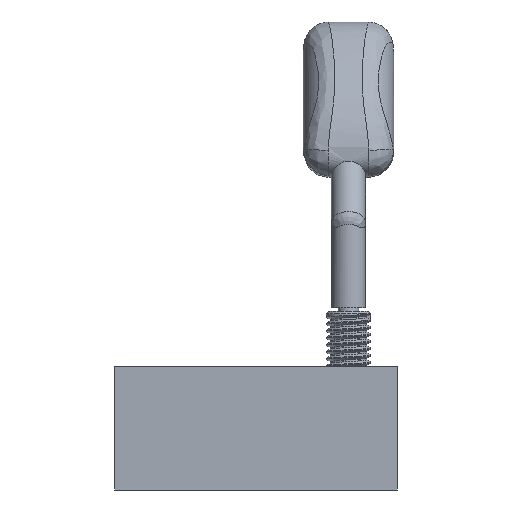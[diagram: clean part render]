
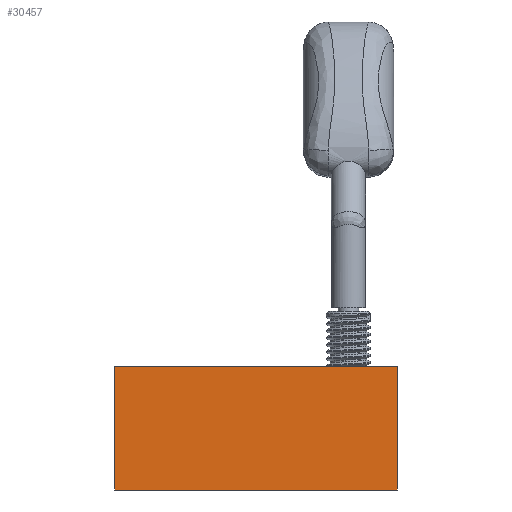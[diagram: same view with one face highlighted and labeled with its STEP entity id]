
A CAD part, left-side view. The second image highlights one B-rep face of the part: STEP entity #30457.
In plain terms, the highlighted planar face has unit normal (-1, 0, 0).
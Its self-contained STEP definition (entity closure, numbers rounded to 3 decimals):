
#770=PLANE('',#32489);
#2056=FACE_OUTER_BOUND('',#3857,.T.);
#3857=EDGE_LOOP('',(#21208,#21209,#21210,#21211));
#6620=LINE('',#44190,#10099);
#6648=LINE('',#44286,#10127);
#6652=LINE('',#44295,#10131);
#6673=LINE('',#44347,#10152);
#10099=VECTOR('',#35177,10.);
#10127=VECTOR('',#35281,10.);
#10131=VECTOR('',#35289,10.);
#10152=VECTOR('',#35338,10.);
#13588=VERTEX_POINT('',#44187);
#13589=VERTEX_POINT('',#44189);
#13619=VERTEX_POINT('',#44284);
#13622=VERTEX_POINT('',#44294);
#16520=EDGE_CURVE('',#13589,#13588,#6620,.T.);
#16564=EDGE_CURVE('',#13619,#13588,#6648,.T.);
#16568=EDGE_CURVE('',#13589,#13622,#6652,.T.);
#16591=EDGE_CURVE('',#13622,#13619,#6673,.T.);
#21208=ORIENTED_EDGE('',*,*,#16591,.F.);
#21209=ORIENTED_EDGE('',*,*,#16568,.F.);
#21210=ORIENTED_EDGE('',*,*,#16520,.T.);
#21211=ORIENTED_EDGE('',*,*,#16564,.F.);
#30457=ADVANCED_FACE('',(#2056),#770,.T.);
#32489=AXIS2_PLACEMENT_3D('',#44346,#35336,#35337);
#35177=DIRECTION('',(0.,0.,-1.));
#35281=DIRECTION('',(0.,1.,0.));
#35289=DIRECTION('',(0.,-1.,0.));
#35336=DIRECTION('center_axis',(-1.,0.,0.));
#35337=DIRECTION('ref_axis',(0.,0.,1.));
#35338=DIRECTION('',(0.,0.,-1.));
#44187=CARTESIAN_POINT('',(121.95,-59.65,-6.));
#44189=CARTESIAN_POINT('',(121.95,-59.65,11.6));
#44190=CARTESIAN_POINT('',(121.95,-59.65,0.));
#44284=CARTESIAN_POINT('',(121.95,-99.8,-6.));
#44286=CARTESIAN_POINT('',(121.95,-62.65,-6.));
#44294=CARTESIAN_POINT('',(121.95,-99.8,11.6));
#44295=CARTESIAN_POINT('',(121.95,-96.8,11.6));
#44346=CARTESIAN_POINT('Origin',(121.95,-96.8,1.6));
#44347=CARTESIAN_POINT('',(121.95,-99.8,-2.));
